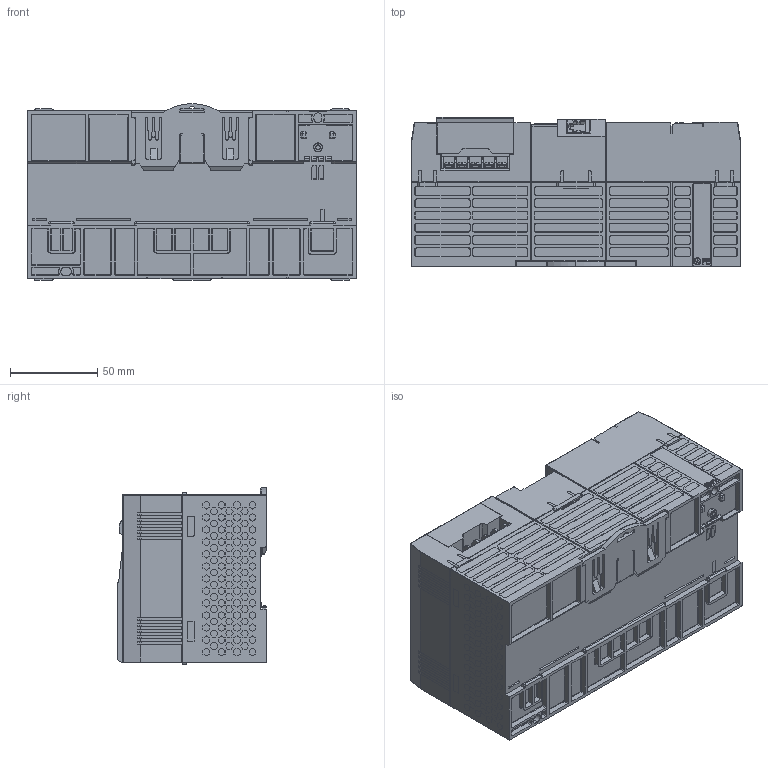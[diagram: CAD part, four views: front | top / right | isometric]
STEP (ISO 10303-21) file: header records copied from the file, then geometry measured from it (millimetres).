
FILE_DESCRIPTION (( 'STEP AP214' ), '1' );
FILE_NAME ('XMC-E08A-DC.STEP', '2024-07-08T15:24:02', ( '' ), ( '' ), 'SwSTEP 2.0', 'SolidWorks 2021', '' );
FILE_SCHEMA (( 'AUTOMOTIVE_DESIGN' ));
Products named in the file (1): XMC-E08A-DC
Bounding box: 188 x 85.1 x 101 mm (x, y, z)
Volume: 1426952.7 mm3; surface area: 101298.6 mm2
Topology: 1 solids, 4 shells, 4920 faces, 13314 edges, 8652 vertices
Faces by surface type: plane 3175, cylinder 1089, cone 359, bspline 277, torus 20
Entity records: 166136 total; most frequent: CARTESIAN_POINT 44779, ORIENTED_EDGE 26496, DIRECTION 23406, EDGE_CURVE 13248, LINE 9158, VECTOR 9158, VERTEX_POINT 8652, AXIS2_PLACEMENT_3D 7124
